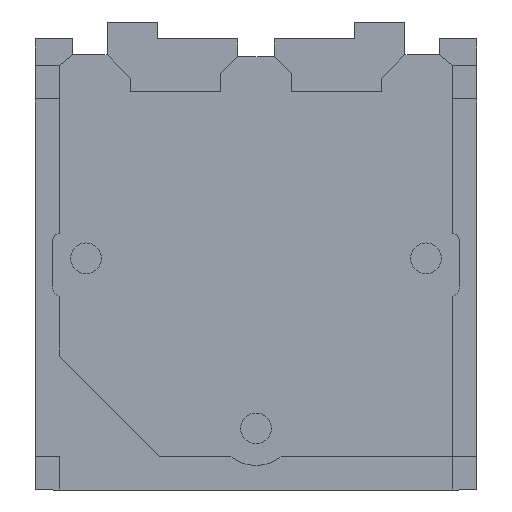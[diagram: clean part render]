
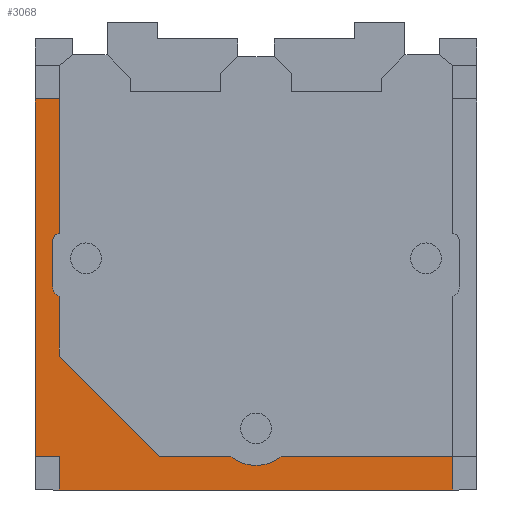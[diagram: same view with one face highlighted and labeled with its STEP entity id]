
A CAD part, front view. The second image highlights one B-rep face of the part: STEP entity #3068.
In plain terms, the highlighted planar face has unit normal (0, -1, 0).
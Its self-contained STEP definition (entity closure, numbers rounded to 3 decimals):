
#9 = ORIENTED_EDGE ( 'NONE', *, *, #135, .F. ) ;
#42 = LINE ( 'NONE', #1158, #150 ) ;
#66 = DIRECTION ( 'NONE',  ( 1., 0., 0. ) ) ;
#124 = EDGE_CURVE ( 'NONE', #3001, #3853, #1866, .T. ) ;
#135 = EDGE_CURVE ( 'NONE', #3853, #3761, #1360, .T. ) ;
#139 = VECTOR ( 'NONE', #1471, 1000. ) ;
#150 = VECTOR ( 'NONE', #3628, 1000. ) ;
#212 = EDGE_CURVE ( 'NONE', #2339, #1886, #2761, .T. ) ;
#234 = ORIENTED_EDGE ( 'NONE', *, *, #246, .T. ) ;
#246 = EDGE_CURVE ( 'NONE', #2183, #1595, #575, .T. ) ;
#260 = AXIS2_PLACEMENT_3D ( 'NONE', #4182, #2082, #4174 ) ;
#320 = DIRECTION ( 'NONE',  ( 0., 0., 1. ) ) ;
#330 = EDGE_CURVE ( 'NONE', #2912, #2183, #4428, .T. ) ;
#339 = ORIENTED_EDGE ( 'NONE', *, *, #3729, .F. ) ;
#364 = VECTOR ( 'NONE', #2140, 1000. ) ;
#367 = CARTESIAN_POINT ( 'NONE',  ( -3.3, 0.35, 2.345 ) ) ;
#424 = CARTESIAN_POINT ( 'NONE',  ( -1.44, 0.35, -2.995 ) ) ;
#495 = ORIENTED_EDGE ( 'NONE', *, *, #212, .F. ) ;
#575 = LINE ( 'NONE', #2553, #364 ) ;
#606 = ORIENTED_EDGE ( 'NONE', *, *, #330, .T. ) ;
#638 = CARTESIAN_POINT ( 'NONE',  ( -2.94, 0.35, -0.603 ) ) ;
#645 = DIRECTION ( 'NONE',  ( 0., 1., 0. ) ) ;
#691 = ORIENTED_EDGE ( 'NONE', *, *, #124, .F. ) ;
#697 = VECTOR ( 'NONE', #2149, 1000. ) ;
#706 = CARTESIAN_POINT ( 'NONE',  ( -3.3, 0.35, 2.345 ) ) ;
#745 = EDGE_CURVE ( 'NONE', #774, #2050, #3557, .T. ) ;
#756 = DIRECTION ( 'NONE',  ( 0., -1., 0. ) ) ;
#774 = VERTEX_POINT ( 'NONE', #1557 ) ;
#861 = CARTESIAN_POINT ( 'NONE',  ( 0.374, 0.35, -2.995 ) ) ;
#884 = EDGE_CURVE ( 'NONE', #3586, #774, #2023, .T. ) ;
#894 = VECTOR ( 'NONE', #2488, 1000. ) ;
#980 = EDGE_CURVE ( 'NONE', #1886, #4313, #3295, .T. ) ;
#1060 = EDGE_CURVE ( 'NONE', #2050, #4091, #4423, .T. ) ;
#1072 = VECTOR ( 'NONE', #2763, 1000. ) ;
#1106 = VECTOR ( 'NONE', #1149, 1000. ) ;
#1108 = AXIS2_PLACEMENT_3D ( 'NONE', #3521, #4230, #2818 ) ;
#1149 = DIRECTION ( 'NONE',  ( 0., 0., 1. ) ) ;
#1158 = CARTESIAN_POINT ( 'NONE',  ( -3.3, 0.35, 2.345 ) ) ;
#1288 = LINE ( 'NONE', #424, #2631 ) ;
#1294 = CARTESIAN_POINT ( 'NONE',  ( -3.3, 0.35, -2.995 ) ) ;
#1321 = CARTESIAN_POINT ( 'NONE',  ( -2.94, 0.35, -3.495 ) ) ;
#1360 = LINE ( 'NONE', #638, #2868 ) ;
#1376 = DIRECTION ( 'NONE',  ( 0., 0., -1. ) ) ;
#1400 = VECTOR ( 'NONE', #3752, 1000. ) ;
#1408 = ORIENTED_EDGE ( 'NONE', *, *, #3933, .F. ) ;
#1439 = AXIS2_PLACEMENT_3D ( 'NONE', #706, #645, #320 ) ;
#1458 = LINE ( 'NONE', #4179, #894 ) ;
#1471 = DIRECTION ( 'NONE',  ( 0., 0., -1. ) ) ;
#1475 = CARTESIAN_POINT ( 'NONE',  ( 2.94, 0.35, -2.995 ) ) ;
#1519 = EDGE_CURVE ( 'NONE', #1595, #3961, #1542, .T. ) ;
#1542 = LINE ( 'NONE', #1475, #1106 ) ;
#1557 = CARTESIAN_POINT ( 'NONE',  ( -2.94, 0.35, 2.345 ) ) ;
#1562 = CARTESIAN_POINT ( 'NONE',  ( -2.94, 0.35, 0.331 ) ) ;
#1573 = CARTESIAN_POINT ( 'NONE',  ( -2.94, 0.35, -0.603 ) ) ;
#1595 = VERTEX_POINT ( 'NONE', #1918 ) ;
#1671 = ORIENTED_EDGE ( 'NONE', *, *, #745, .F. ) ;
#1678 = CARTESIAN_POINT ( 'NONE',  ( -3.3, 0.35, 2.345 ) ) ;
#1733 = ORIENTED_EDGE ( 'NONE', *, *, #1519, .T. ) ;
#1734 = LINE ( 'NONE', #1294, #1400 ) ;
#1766 = AXIS2_PLACEMENT_3D ( 'NONE', #1767, #3918, #3908 ) ;
#1767 = CARTESIAN_POINT ( 'NONE',  ( 0., 0.35, -2.539 ) ) ;
#1866 = CIRCLE ( 'NONE', #260, 0.159 ) ;
#1886 = VERTEX_POINT ( 'NONE', #2073 ) ;
#1918 = CARTESIAN_POINT ( 'NONE',  ( 2.94, 0.35, -3.495 ) ) ;
#1981 = DIRECTION ( 'NONE',  ( 1., 0., 0. ) ) ;
#2023 = LINE ( 'NONE', #1678, #1072 ) ;
#2050 = VERTEX_POINT ( 'NONE', #1562 ) ;
#2073 = CARTESIAN_POINT ( 'NONE',  ( 0., 0.35, -3.129 ) ) ;
#2082 = DIRECTION ( 'NONE',  ( 0., -1., 0. ) ) ;
#2110 = ORIENTED_EDGE ( 'NONE', *, *, #2446, .T. ) ;
#2140 = DIRECTION ( 'NONE',  ( 1., 0., 0. ) ) ;
#2149 = DIRECTION ( 'NONE',  ( 0., 0., -1. ) ) ;
#2183 = VERTEX_POINT ( 'NONE', #1321 ) ;
#2229 = ORIENTED_EDGE ( 'NONE', *, *, #3471, .F. ) ;
#2288 = ORIENTED_EDGE ( 'NONE', *, *, #3744, .F. ) ;
#2339 = VERTEX_POINT ( 'NONE', #3262 ) ;
#2446 = EDGE_CURVE ( 'NONE', #3370, #2912, #1734, .T. ) ;
#2488 = DIRECTION ( 'NONE',  ( 0.707, 0., -0.707 ) ) ;
#2552 = AXIS2_PLACEMENT_3D ( 'NONE', #3916, #756, #3575 ) ;
#2553 = CARTESIAN_POINT ( 'NONE',  ( -2.94, 0.35, -3.495 ) ) ;
#2567 = ORIENTED_EDGE ( 'NONE', *, *, #884, .F. ) ;
#2631 = VECTOR ( 'NONE', #66, 1000. ) ;
#2705 = CARTESIAN_POINT ( 'NONE',  ( -2.94, 0.35, 2.845 ) ) ;
#2761 = CIRCLE ( 'NONE', #1766, 0.59 ) ;
#2763 = DIRECTION ( 'NONE',  ( 1., 0., 0. ) ) ;
#2807 = VECTOR ( 'NONE', #4415, 1000. ) ;
#2818 = DIRECTION ( 'NONE',  ( 0., 0., 1. ) ) ;
#2868 = VECTOR ( 'NONE', #1376, 1000. ) ;
#2912 = VERTEX_POINT ( 'NONE', #3428 ) ;
#3001 = VERTEX_POINT ( 'NONE', #3257 ) ;
#3036 = CARTESIAN_POINT ( 'NONE',  ( 2.94, 0.35, -2.995 ) ) ;
#3039 = EDGE_LOOP ( 'NONE', ( #1733, #1408, #4327, #495, #2288, #2229, #9, #691, #3739, #3930, #1671, #2567, #339, #2110, #606, #234 ) ) ;
#3068 = ADVANCED_FACE ( 'NONE', ( #3227 ), #3519, .F. ) ;
#3122 = LINE ( 'NONE', #3364, #139 ) ;
#3223 = CARTESIAN_POINT ( 'NONE',  ( -2.94, 0.35, -2.995 ) ) ;
#3227 = FACE_OUTER_BOUND ( 'NONE', #3039, .T. ) ;
#3257 = CARTESIAN_POINT ( 'NONE',  ( -3.037, 0.35, -0.457 ) ) ;
#3262 = CARTESIAN_POINT ( 'NONE',  ( -0.374, 0.35, -2.995 ) ) ;
#3295 = CIRCLE ( 'NONE', #1108, 0.59 ) ;
#3364 = CARTESIAN_POINT ( 'NONE',  ( -3.037, 0.35, 0.234 ) ) ;
#3370 = VERTEX_POINT ( 'NONE', #3738 ) ;
#3428 = CARTESIAN_POINT ( 'NONE',  ( -2.94, 0.35, -2.995 ) ) ;
#3449 = VERTEX_POINT ( 'NONE', #4072 ) ;
#3471 = EDGE_CURVE ( 'NONE', #3761, #3449, #1458, .T. ) ;
#3519 = PLANE ( 'NONE',  #1439 ) ;
#3521 = CARTESIAN_POINT ( 'NONE',  ( 0., 0.35, -2.539 ) ) ;
#3557 = LINE ( 'NONE', #2705, #2807 ) ;
#3571 = CARTESIAN_POINT ( 'NONE',  ( -2.94, 0.35, -1.495 ) ) ;
#3575 = DIRECTION ( 'NONE',  ( 0., 0., -1. ) ) ;
#3586 = VERTEX_POINT ( 'NONE', #367 ) ;
#3628 = DIRECTION ( 'NONE',  ( 0., 0., 1. ) ) ;
#3729 = EDGE_CURVE ( 'NONE', #3370, #3586, #42, .T. ) ;
#3738 = CARTESIAN_POINT ( 'NONE',  ( -3.3, 0.35, -2.995 ) ) ;
#3739 = ORIENTED_EDGE ( 'NONE', *, *, #4421, .F. ) ;
#3744 = EDGE_CURVE ( 'NONE', #3449, #2339, #1288, .T. ) ;
#3752 = DIRECTION ( 'NONE',  ( 1., 0., 0. ) ) ;
#3761 = VERTEX_POINT ( 'NONE', #3571 ) ;
#3853 = VERTEX_POINT ( 'NONE', #1573 ) ;
#3908 = DIRECTION ( 'NONE',  ( 0., 0., 1. ) ) ;
#3916 = CARTESIAN_POINT ( 'NONE',  ( -2.94, 0.35, 0.234 ) ) ;
#3918 = DIRECTION ( 'NONE',  ( 0., -1., 0. ) ) ;
#3930 = ORIENTED_EDGE ( 'NONE', *, *, #1060, .F. ) ;
#3933 = EDGE_CURVE ( 'NONE', #4313, #3961, #3992, .T. ) ;
#3961 = VERTEX_POINT ( 'NONE', #4061 ) ;
#3992 = LINE ( 'NONE', #3036, #4042 ) ;
#4042 = VECTOR ( 'NONE', #1981, 1000. ) ;
#4061 = CARTESIAN_POINT ( 'NONE',  ( 2.94, 0.35, -2.995 ) ) ;
#4072 = CARTESIAN_POINT ( 'NONE',  ( -1.44, 0.35, -2.995 ) ) ;
#4091 = VERTEX_POINT ( 'NONE', #4504 ) ;
#4174 = DIRECTION ( 'NONE',  ( 0., 0., -1. ) ) ;
#4179 = CARTESIAN_POINT ( 'NONE',  ( -2.94, 0.35, -1.495 ) ) ;
#4182 = CARTESIAN_POINT ( 'NONE',  ( -2.878, 0.35, -0.457 ) ) ;
#4230 = DIRECTION ( 'NONE',  ( 0., -1., 0. ) ) ;
#4313 = VERTEX_POINT ( 'NONE', #861 ) ;
#4327 = ORIENTED_EDGE ( 'NONE', *, *, #980, .F. ) ;
#4415 = DIRECTION ( 'NONE',  ( 0., 0., -1. ) ) ;
#4421 = EDGE_CURVE ( 'NONE', #4091, #3001, #3122, .T. ) ;
#4423 = CIRCLE ( 'NONE', #2552, 0.097 ) ;
#4428 = LINE ( 'NONE', #3223, #697 ) ;
#4504 = CARTESIAN_POINT ( 'NONE',  ( -3.037, 0.35, 0.234 ) ) ;
